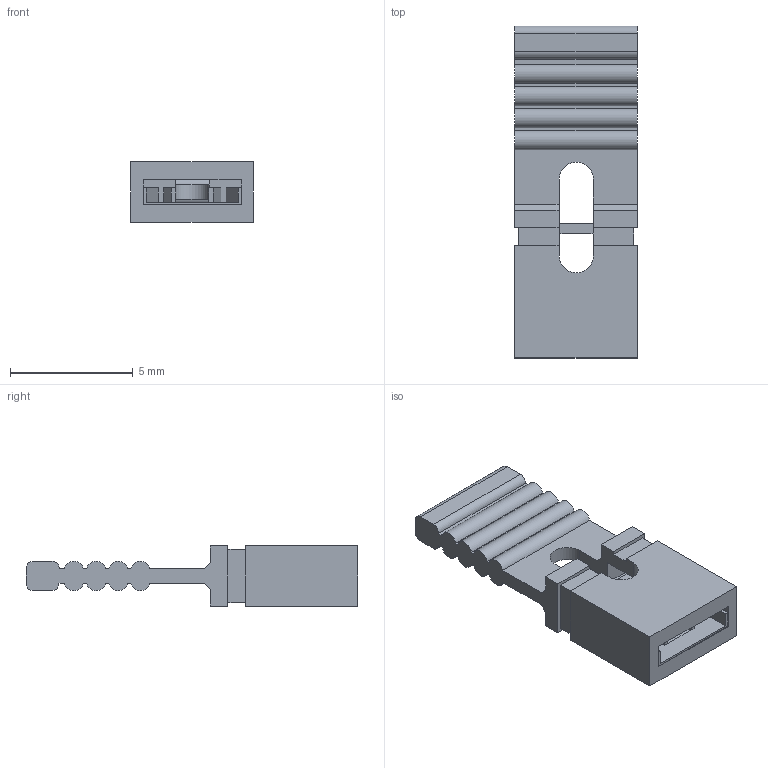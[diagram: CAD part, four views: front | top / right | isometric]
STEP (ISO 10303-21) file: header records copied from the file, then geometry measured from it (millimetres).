
FILE_DESCRIPTION (( 'STEP AP214' ), '1' );
FILE_NAME ('11518, NPC02SXON-RC.STEP', '2013-01-24T07:29:37', ( '' ), ( '' ), 'SwSTEP 2.0', 'SolidWorks 2012', '' );
FILE_SCHEMA (( 'AUTOMOTIVE_DESIGN' ));
Length unit declared in the file: millimetre
Products named in the file (1): 11518, NPC02SXON-RC
Bounding box: 5 x 13.5 x 2.44 mm (x, y, z)
Volume: 77.5 mm3; surface area: 312.3 mm2
Topology: 2 solids, 2 shells, 151 faces, 454 edges, 296 vertices
Faces by surface type: plane 114, cylinder 37
Entity records: 5115 total; most frequent: ORIENTED_EDGE 908, CARTESIAN_POINT 902, DIRECTION 834, EDGE_CURVE 454, LINE 378, VECTOR 378, VERTEX_POINT 296, AXIS2_PLACEMENT_3D 228
